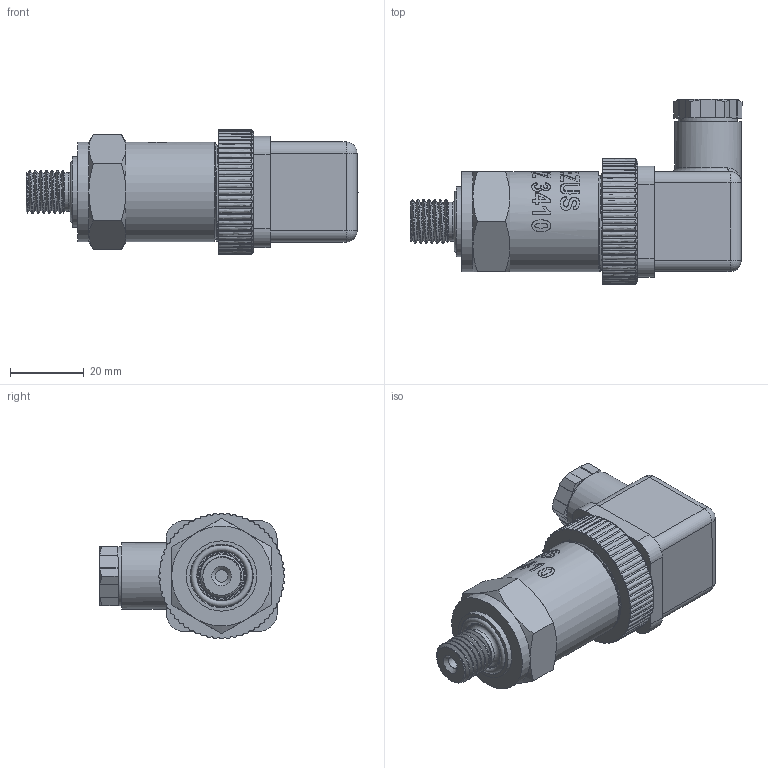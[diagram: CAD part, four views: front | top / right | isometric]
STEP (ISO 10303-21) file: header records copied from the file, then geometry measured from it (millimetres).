
FILE_DESCRIPTION(/* description */ (''),/* implementation_level */ '2;1');
FILE_NAME(/* name */ 'APZ3410_10_DIN43650A.step',/* time_stamp */ '2021-06-17T12:31:25+03:00',/* author */ (''),/* organization */ (''),/* preprocessor_version */ 'ST-DEVELOPER v18.1',/* originating_system */ 'Autodesk Translation Framework v10.9.0.1377',/* authorisation */ '');
FILE_SCHEMA (('AUTOMOTIVE_DESIGN { 1 0 10303 214 3 1 1 }'));
Products named in the file (5): APZ3410_x_y; OMAL nut M27x1.5 v8; DIN 43650A male Hirshmann round base v3; DIN 43650A female part 28 mm high v6; M12x1,5 DIN
Assembly tree (4 placements, depth 2):
  APZ3410_x_y
    OMAL nut M27x1.5 v8
    DIN 43650A male Hirshmann round base v3
    DIN 43650A female part 28 mm high v6
    M12x1,5 DIN
Bounding box: 89.74 x 50.02 x 34 mm (x, y, z)
Volume: 55926.2 mm3; surface area: 19822.7 mm2
Topology: 5 solids, 5 shells, 1376 faces, 3791 edges, 2521 vertices
Faces by surface type: plane 562, bspline 534, cylinder 225, cone 31, torus 18, sphere 6
Full cylindrical faces by diameter (mm): 1.6 x4, 1.65 x4, 2 x1, 2.2 x1, 2.537 x6, 2.579 x1, 2.938 x10, 3.2 x1, 3.3 x1, 5 x1, 6 x1, 7.8 x1, 8 x1, 10 x1, 10.137 x6, 10.5 x1, 11.85 x6, 13.5 x1, 16 x1, 16.7 x1, 18 x1, 19 x1, 21 x1, 21.4 x2, 22 x1, 24.4 x1, 25.132 x4, 25.526 x4, 26.85 x3, 27 x2
Entity records: 63287 total; most frequent: CARTESIAN_POINT 31902, ORIENTED_EDGE 7578, DIRECTION 4582, EDGE_CURVE 3789, VERTEX_POINT 2521, LINE 1818, VECTOR 1818, EDGE_LOOP 1494
